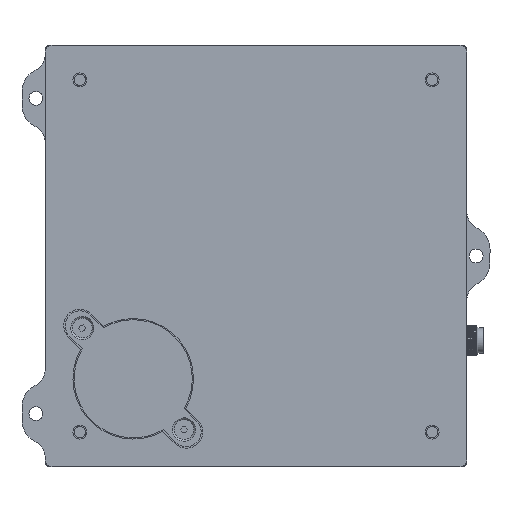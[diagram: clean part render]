
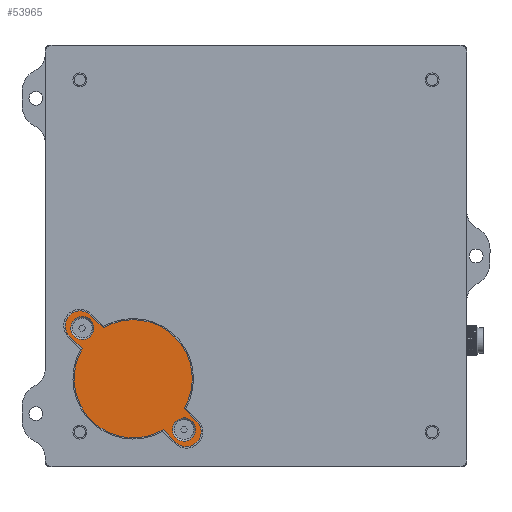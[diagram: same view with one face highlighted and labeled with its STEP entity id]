
A CAD part, front view. The second image highlights one B-rep face of the part: STEP entity #53965.
In plain terms, the highlighted planar face has unit normal (0, -1, 0).
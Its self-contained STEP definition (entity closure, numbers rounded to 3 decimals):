
#1252 = VERTEX_POINT ( 'NONE', #5561 ) ;
#2798 = CARTESIAN_POINT ( 'NONE',  ( -51.707, -16.311, 75.26 ) ) ;
#3032 = VERTEX_POINT ( 'NONE', #7761 ) ;
#3652 = VERTEX_POINT ( 'NONE', #29619 ) ;
#5148 = VECTOR ( 'NONE', #87256, 1000. ) ;
#5561 = CARTESIAN_POINT ( 'NONE',  ( -28.774, -16.311, 47.843 ) ) ;
#5701 = AXIS2_PLACEMENT_3D ( 'NONE', #27279, #26109, #73578 ) ;
#5777 = EDGE_CURVE ( 'NONE', #3032, #12225, #87427, .T. ) ;
#5793 = DIRECTION ( 'NONE',  ( 0.708, 0., -0.707 ) ) ;
#6323 = DIRECTION ( 'NONE',  ( 0.708, 0., -0.707 ) ) ;
#7221 = EDGE_CURVE ( 'NONE', #35650, #55994, #82665, .T. ) ;
#7761 = CARTESIAN_POINT ( 'NONE',  ( -31.508, -16.311, 55.095 ) ) ;
#9011 = LINE ( 'NONE', #2798, #42988 ) ;
#9047 = CARTESIAN_POINT ( 'NONE',  ( -51.703, -16.311, 70.735 ) ) ;
#12225 = VERTEX_POINT ( 'NONE', #41564 ) ;
#12285 = CARTESIAN_POINT ( 'NONE',  ( -42.503, -16.311, 61.55 ) ) ;
#13136 = CARTESIAN_POINT ( 'NONE',  ( -33.303, -16.311, 52.365 ) ) ;
#13330 = CARTESIAN_POINT ( 'NONE',  ( -56.229, -16.311, 70.731 ) ) ;
#14206 = CARTESIAN_POINT ( 'NONE',  ( -31.534, -16.311, 50.599 ) ) ;
#14273 = VERTEX_POINT ( 'NONE', #9047 ) ;
#14949 = DIRECTION ( 'NONE',  ( 0.708, 0., -0.707 ) ) ;
#17394 = CARTESIAN_POINT ( 'NONE',  ( -31.039, -16.311, 50.104 ) ) ;
#17440 = ORIENTED_EDGE ( 'NONE', *, *, #5777, .T. ) ;
#17957 = DIRECTION ( 'NONE',  ( 0.708, 0., -0.707 ) ) ;
#18221 = CIRCLE ( 'NONE', #30608, 3.2 ) ;
#20196 = CARTESIAN_POINT ( 'NONE',  ( -28.778, -16.311, 52.369 ) ) ;
#21988 = EDGE_CURVE ( 'NONE', #24672, #72870, #63913, .T. ) ;
#24019 = DIRECTION ( 'NONE',  ( 0., -1., 0. ) ) ;
#24672 = VERTEX_POINT ( 'NONE', #13136 ) ;
#25363 = AXIS2_PLACEMENT_3D ( 'NONE', #17394, #78840, #85687 ) ;
#26108 = EDGE_CURVE ( 'NONE', #69430, #35650, #26900, .T. ) ;
#26109 = DIRECTION ( 'NONE',  ( 0., -1., 0. ) ) ;
#26900 = CIRCLE ( 'NONE', #68902, 12.75 ) ;
#27279 = CARTESIAN_POINT ( 'NONE',  ( -53.473, -16.311, 72.501 ) ) ;
#29531 = VERTEX_POINT ( 'NONE', #20196 ) ;
#29619 = CARTESIAN_POINT ( 'NONE',  ( -51.707, -16.311, 75.26 ) ) ;
#30608 = AXIS2_PLACEMENT_3D ( 'NONE', #35476, #56200, #14949 ) ;
#31065 = AXIS2_PLACEMENT_3D ( 'NONE', #71802, #24019, #78341 ) ;
#31491 = CARTESIAN_POINT ( 'NONE',  ( -42.503, -16.311, 61.55 ) ) ;
#31881 = DIRECTION ( 'NONE',  ( -0.708, 0., 0.707 ) ) ;
#32647 = CIRCLE ( 'NONE', #69183, 2.5 ) ;
#32912 = CARTESIAN_POINT ( 'NONE',  ( -53.498, -16.311, 68.005 ) ) ;
#35476 = CARTESIAN_POINT ( 'NONE',  ( -31.039, -16.311, 50.104 ) ) ;
#35650 = VERTEX_POINT ( 'NONE', #38024 ) ;
#36827 = ORIENTED_EDGE ( 'NONE', *, *, #21988, .F. ) ;
#37638 = CIRCLE ( 'NONE', #31065, 2.5 ) ;
#38024 = CARTESIAN_POINT ( 'NONE',  ( -36.03, -16.311, 50.566 ) ) ;
#39629 = ORIENTED_EDGE ( 'NONE', *, *, #52951, .F. ) ;
#40452 = CARTESIAN_POINT ( 'NONE',  ( -51.707, -16.311, 75.26 ) ) ;
#41326 = CARTESIAN_POINT ( 'NONE',  ( -55.242, -16.311, 74.267 ) ) ;
#41564 = CARTESIAN_POINT ( 'NONE',  ( -48.977, -16.311, 72.534 ) ) ;
#41801 = DIRECTION ( 'NONE',  ( 0., -1., 0. ) ) ;
#42275 = CARTESIAN_POINT ( 'NONE',  ( -29.765, -16.311, 48.833 ) ) ;
#42988 = VECTOR ( 'NONE', #31881, 1000. ) ;
#43379 = ORIENTED_EDGE ( 'NONE', *, *, #26108, .T. ) ;
#43678 = FACE_BOUND ( 'NONE', #45940, .T. ) ;
#44692 = DIRECTION ( 'NONE',  ( 0., -1., 0. ) ) ;
#45167 = ORIENTED_EDGE ( 'NONE', *, *, #57984, .T. ) ;
#45876 = DIRECTION ( 'NONE',  ( 0., -1., 0. ) ) ;
#45940 = EDGE_LOOP ( 'NONE', ( #73005, #36827 ) ) ;
#46358 = LINE ( 'NONE', #40452, #52723 ) ;
#49020 = ORIENTED_EDGE ( 'NONE', *, *, #72847, .T. ) ;
#49285 = ORIENTED_EDGE ( 'NONE', *, *, #7221, .T. ) ;
#50180 = CARTESIAN_POINT ( 'NONE',  ( -33.3, -16.311, 47.84 ) ) ;
#51820 = CARTESIAN_POINT ( 'NONE',  ( -56.229, -16.311, 70.731 ) ) ;
#52666 = DIRECTION ( 'NONE',  ( 0.708, 0., -0.707 ) ) ;
#52723 = VECTOR ( 'NONE', #60618, 1000. ) ;
#52951 = EDGE_CURVE ( 'NONE', #58155, #14273, #37638, .T. ) ;
#53395 = ORIENTED_EDGE ( 'NONE', *, *, #68195, .T. ) ;
#53447 = VERTEX_POINT ( 'NONE', #51820 ) ;
#53965 = ADVANCED_FACE ( 'NONE', ( #69178, #43678, #64898 ), #67786, .T. ) ;
#54510 = AXIS2_PLACEMENT_3D ( 'NONE', #31491, #65032, #64724 ) ;
#55432 = DIRECTION ( 'NONE',  ( 0.708, 0., -0.707 ) ) ;
#55469 = ORIENTED_EDGE ( 'NONE', *, *, #72435, .T. ) ;
#55994 = VERTEX_POINT ( 'NONE', #50180 ) ;
#56200 = DIRECTION ( 'NONE',  ( 0., -1., 0. ) ) ;
#56521 = CIRCLE ( 'NONE', #80619, 3.2 ) ;
#57984 = EDGE_CURVE ( 'NONE', #29531, #3032, #46358, .T. ) ;
#58045 = ORIENTED_EDGE ( 'NONE', *, *, #61145, .F. ) ;
#58155 = VERTEX_POINT ( 'NONE', #41326 ) ;
#60618 = DIRECTION ( 'NONE',  ( -0.708, 0., 0.707 ) ) ;
#61145 = EDGE_CURVE ( 'NONE', #14273, #58155, #86395, .T. ) ;
#63913 = CIRCLE ( 'NONE', #80599, 2.5 ) ;
#64237 = EDGE_LOOP ( 'NONE', ( #58045, #39629 ) ) ;
#64724 = DIRECTION ( 'NONE',  ( 0.708, 0., -0.707 ) ) ;
#64898 = FACE_OUTER_BOUND ( 'NONE', #83156, .T. ) ;
#65032 = DIRECTION ( 'NONE',  ( 0., -1., 0. ) ) ;
#65469 = EDGE_CURVE ( 'NONE', #3652, #53447, #56521, .T. ) ;
#67786 = PLANE ( 'NONE',  #70309 ) ;
#68195 = EDGE_CURVE ( 'NONE', #12225, #3652, #9011, .T. ) ;
#68902 = AXIS2_PLACEMENT_3D ( 'NONE', #73133, #80276, #52666 ) ;
#69178 = FACE_BOUND ( 'NONE', #64237, .T. ) ;
#69183 = AXIS2_PLACEMENT_3D ( 'NONE', #85956, #44692, #17957 ) ;
#69205 = ORIENTED_EDGE ( 'NONE', *, *, #65469, .T. ) ;
#69430 = VERTEX_POINT ( 'NONE', #32912 ) ;
#70309 = AXIS2_PLACEMENT_3D ( 'NONE', #12285, #73713, #6323 ) ;
#71802 = CARTESIAN_POINT ( 'NONE',  ( -53.473, -16.311, 72.501 ) ) ;
#72269 = CARTESIAN_POINT ( 'NONE',  ( -56.229, -16.311, 70.731 ) ) ;
#72435 = EDGE_CURVE ( 'NONE', #1252, #29531, #76693, .T. ) ;
#72847 = EDGE_CURVE ( 'NONE', #55994, #1252, #18221, .T. ) ;
#72870 = VERTEX_POINT ( 'NONE', #42275 ) ;
#73005 = ORIENTED_EDGE ( 'NONE', *, *, #80267, .F. ) ;
#73133 = CARTESIAN_POINT ( 'NONE',  ( -42.503, -16.311, 61.55 ) ) ;
#73361 = ORIENTED_EDGE ( 'NONE', *, *, #76309, .T. ) ;
#73578 = DIRECTION ( 'NONE',  ( 0.708, 0., -0.707 ) ) ;
#73713 = DIRECTION ( 'NONE',  ( 0., -1., 0. ) ) ;
#76309 = EDGE_CURVE ( 'NONE', #53447, #69430, #78412, .T. ) ;
#76693 = CIRCLE ( 'NONE', #25363, 3.2 ) ;
#77643 = DIRECTION ( 'NONE',  ( 0.708, 0., -0.707 ) ) ;
#78341 = DIRECTION ( 'NONE',  ( 0.708, 0., -0.707 ) ) ;
#78412 = LINE ( 'NONE', #72269, #85844 ) ;
#78840 = DIRECTION ( 'NONE',  ( 0., -1., 0. ) ) ;
#80267 = EDGE_CURVE ( 'NONE', #72870, #24672, #32647, .T. ) ;
#80276 = DIRECTION ( 'NONE',  ( 0., -1., 0. ) ) ;
#80599 = AXIS2_PLACEMENT_3D ( 'NONE', #14206, #41801, #55432 ) ;
#80619 = AXIS2_PLACEMENT_3D ( 'NONE', #84591, #45876, #5793 ) ;
#82665 = LINE ( 'NONE', #13330, #5148 ) ;
#83156 = EDGE_LOOP ( 'NONE', ( #43379, #49285, #49020, #55469, #45167, #17440, #53395, #69205, #73361 ) ) ;
#84591 = CARTESIAN_POINT ( 'NONE',  ( -53.968, -16.311, 72.996 ) ) ;
#85687 = DIRECTION ( 'NONE',  ( 0.708, 0., -0.707 ) ) ;
#85844 = VECTOR ( 'NONE', #77643, 1000. ) ;
#85956 = CARTESIAN_POINT ( 'NONE',  ( -31.534, -16.311, 50.599 ) ) ;
#86395 = CIRCLE ( 'NONE', #5701, 2.5 ) ;
#87256 = DIRECTION ( 'NONE',  ( 0.708, 0., -0.707 ) ) ;
#87427 = CIRCLE ( 'NONE', #54510, 12.75 ) ;
